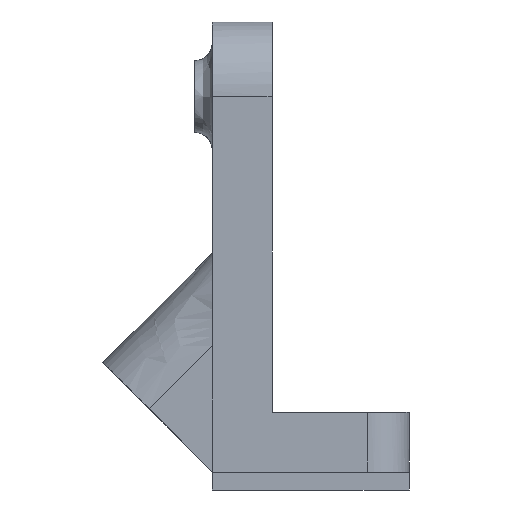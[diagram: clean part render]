
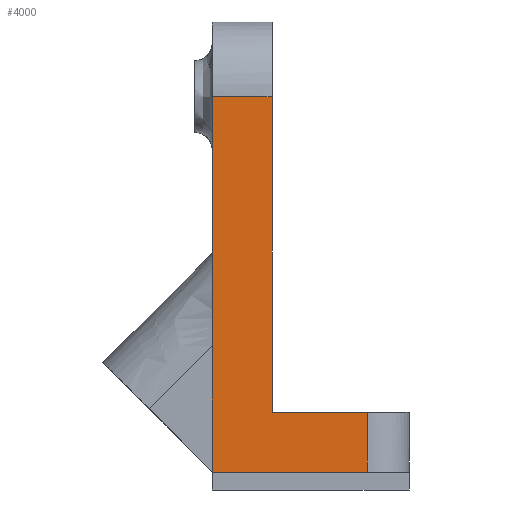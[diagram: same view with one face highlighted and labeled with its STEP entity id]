
A CAD part, left-side view. The second image highlights one B-rep face of the part: STEP entity #4000.
In plain terms, the highlighted free-form (B-spline) face has degree [1, 1] with [2, 2] control points.
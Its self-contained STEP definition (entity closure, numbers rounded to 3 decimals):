
#4000 = ADVANCED_FACE('',(#4001),#4045,.T.);
#4001 = FACE_BOUND('',#4002,.T.);
#4002 = EDGE_LOOP('',(#4003,#4012,#4019,#4026,#4033,#4040));
#4003 = ORIENTED_EDGE('',*,*,#4004,.T.);
#4004 = EDGE_CURVE('',#4005,#4007,#4009,.T.);
#4005 = VERTEX_POINT('',#4006);
#4006 = CARTESIAN_POINT('',(-49.823,0.,-197.983));
#4007 = VERTEX_POINT('',#4008);
#4008 = CARTESIAN_POINT('',(-49.823,-68.179,
    -197.983));
#4009 = B_SPLINE_CURVE_WITH_KNOTS('',1,(#4010,#4011),.UNSPECIFIED.,.F.,
  .F.,(2,2),(0.,52.),.PIECEWISE_BEZIER_KNOTS.);
#4010 = CARTESIAN_POINT('',(-49.823,0.,-197.983));
#4011 = CARTESIAN_POINT('',(-49.823,-68.179,
    -197.983));
#4012 = ORIENTED_EDGE('',*,*,#4013,.T.);
#4013 = EDGE_CURVE('',#4007,#4014,#4016,.T.);
#4014 = VERTEX_POINT('',#4015);
#4015 = CARTESIAN_POINT('',(-49.823,-68.179,
    -171.76));
#4016 = B_SPLINE_CURVE_WITH_KNOTS('',1,(#4017,#4018),.UNSPECIFIED.,.F.,
  .F.,(2,2),(0.,20.),.PIECEWISE_BEZIER_KNOTS.);
#4017 = CARTESIAN_POINT('',(-49.823,-68.179,
    -197.983));
#4018 = CARTESIAN_POINT('',(-49.823,-68.179,
    -171.76));
#4019 = ORIENTED_EDGE('',*,*,#4020,.T.);
#4020 = EDGE_CURVE('',#4014,#4021,#4023,.T.);
#4021 = VERTEX_POINT('',#4022);
#4022 = CARTESIAN_POINT('',(-49.823,-26.223,
    -171.76));
#4023 = B_SPLINE_CURVE_WITH_KNOTS('',1,(#4024,#4025),.UNSPECIFIED.,.F.,
  .F.,(2,2),(0.,32.),.PIECEWISE_BEZIER_KNOTS.);
#4024 = CARTESIAN_POINT('',(-49.823,-68.179,
    -171.76));
#4025 = CARTESIAN_POINT('',(-49.823,-26.223,
    -171.76));
#4026 = ORIENTED_EDGE('',*,*,#4027,.T.);
#4027 = EDGE_CURVE('',#4021,#4028,#4030,.T.);
#4028 = VERTEX_POINT('',#4029);
#4029 = CARTESIAN_POINT('',(-49.823,-26.223,
    -32.779));
#4030 = B_SPLINE_CURVE_WITH_KNOTS('',1,(#4031,#4032),.UNSPECIFIED.,.F.,
  .F.,(2,2),(0.,106.),.PIECEWISE_BEZIER_KNOTS.);
#4031 = CARTESIAN_POINT('',(-49.823,-26.223,
    -171.76));
#4032 = CARTESIAN_POINT('',(-49.823,-26.223,
    -32.779));
#4033 = ORIENTED_EDGE('',*,*,#4034,.T.);
#4034 = EDGE_CURVE('',#4028,#4035,#4037,.T.);
#4035 = VERTEX_POINT('',#4036);
#4036 = CARTESIAN_POINT('',(-49.823,0.,-32.779));
#4037 = B_SPLINE_CURVE_WITH_KNOTS('',1,(#4038,#4039),.UNSPECIFIED.,.F.,
  .F.,(2,2),(0.,20.),.PIECEWISE_BEZIER_KNOTS.);
#4038 = CARTESIAN_POINT('',(-49.823,-26.223,
    -32.779));
#4039 = CARTESIAN_POINT('',(-49.823,0.,-32.779));
#4040 = ORIENTED_EDGE('',*,*,#4041,.T.);
#4041 = EDGE_CURVE('',#4035,#4005,#4042,.T.);
#4042 = B_SPLINE_CURVE_WITH_KNOTS('',1,(#4043,#4044),.UNSPECIFIED.,.F.,
  .F.,(2,2),(0.,126.),.PIECEWISE_BEZIER_KNOTS.);
#4043 = CARTESIAN_POINT('',(-49.823,0.,-32.779));
#4044 = CARTESIAN_POINT('',(-49.823,0.,-197.983));
#4045 = B_SPLINE_SURFACE_WITH_KNOTS('',1,1,(
    (#4046,#4047)
    ,(#4048,#4049
    )),.UNSPECIFIED.,.F.,.F.,.F.,(2,2),(2,2),(0.,1.),(0.,1.),
  .PIECEWISE_BEZIER_KNOTS.);
#4046 = CARTESIAN_POINT('',(-49.823,-68.179,
    -197.983));
#4047 = CARTESIAN_POINT('',(-49.823,0.,-197.983));
#4048 = CARTESIAN_POINT('',(-49.823,-68.179,
    -32.779));
#4049 = CARTESIAN_POINT('',(-49.823,0.,-32.779));
